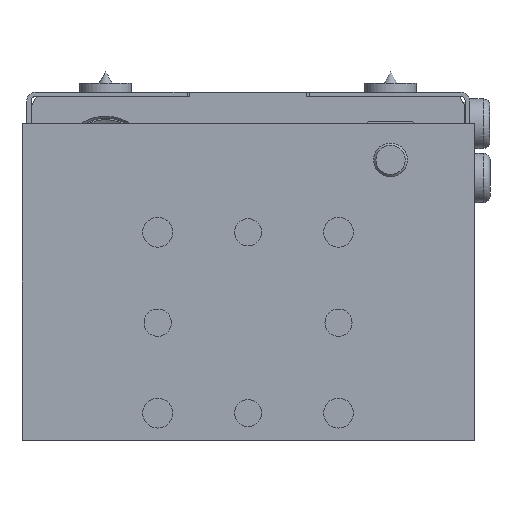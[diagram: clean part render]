
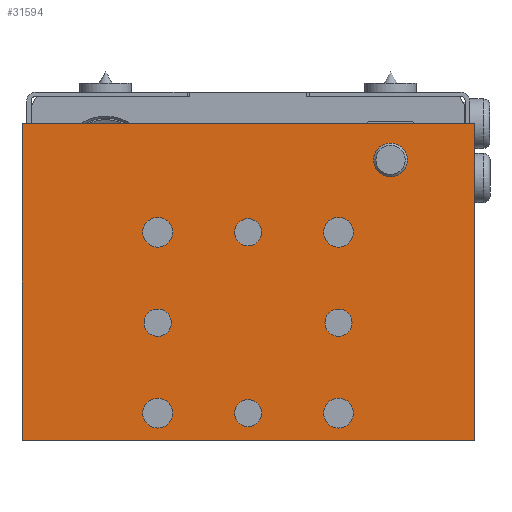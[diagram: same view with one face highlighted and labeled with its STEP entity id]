
A CAD part, left-side view. The second image highlights one B-rep face of the part: STEP entity #31594.
In plain terms, the highlighted face is planar.
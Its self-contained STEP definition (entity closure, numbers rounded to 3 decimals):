
#31086=CARTESIAN_POINT('',(190.,35.229,61.));
#31087=VERTEX_POINT('',#31086);
#31088=CARTESIAN_POINT('',(190.,31.5,61.));
#31089=DIRECTION('',(-1.0,0.0,0.0));
#31090=DIRECTION('',(0.0,-1.0,0.0));
#31091=AXIS2_PLACEMENT_3D('',#31088,#31089,#31090);
#31092=CIRCLE('',#31091,3.73);
#31093=EDGE_CURVE('',#31087,#31087,#31092,.T.);
#31106=CARTESIAN_POINT('',(190.,3.,5.));
#31107=VERTEX_POINT('',#31106);
#31108=CARTESIAN_POINT('',(190.,0.,5.));
#31109=DIRECTION('',(-1.0,0.0,0.0));
#31110=DIRECTION('',(0.0,1.0,0.0));
#31111=AXIS2_PLACEMENT_3D('',#31108,#31109,#31110);
#31112=CIRCLE('',#31111,3.0);
#31113=EDGE_CURVE('',#31107,#31107,#31112,.T.);
#31126=CARTESIAN_POINT('',(190.,3.,45.));
#31127=VERTEX_POINT('',#31126);
#31128=CARTESIAN_POINT('',(190.,0.,45.));
#31129=DIRECTION('',(-1.0,0.0,0.0));
#31130=DIRECTION('',(0.0,1.0,0.0));
#31131=AXIS2_PLACEMENT_3D('',#31128,#31129,#31130);
#31132=CIRCLE('',#31131,3.0);
#31133=EDGE_CURVE('',#31127,#31127,#31132,.T.);
#31146=CARTESIAN_POINT('',(190.,-17.,25.));
#31147=VERTEX_POINT('',#31146);
#31148=CARTESIAN_POINT('',(190.,-20.,25.));
#31149=DIRECTION('',(-1.0,0.0,0.0));
#31150=DIRECTION('',(0.0,1.0,0.0));
#31151=AXIS2_PLACEMENT_3D('',#31148,#31149,#31150);
#31152=CIRCLE('',#31151,3.0);
#31153=EDGE_CURVE('',#31147,#31147,#31152,.T.);
#31166=CARTESIAN_POINT('',(190.,23.,25.));
#31167=VERTEX_POINT('',#31166);
#31168=CARTESIAN_POINT('',(190.,20.,25.));
#31169=DIRECTION('',(-1.0,0.0,0.0));
#31170=DIRECTION('',(0.0,1.0,0.0));
#31171=AXIS2_PLACEMENT_3D('',#31168,#31169,#31170);
#31172=CIRCLE('',#31171,3.0);
#31173=EDGE_CURVE('',#31167,#31167,#31172,.T.);
#31223=CARTESIAN_POINT('',(190.,23.3,45.));
#31224=VERTEX_POINT('',#31223);
#31225=CARTESIAN_POINT('',(190.,20.,45.));
#31226=DIRECTION('',(-1.0,0.0,0.0));
#31227=DIRECTION('',(0.0,-1.0,0.0));
#31228=AXIS2_PLACEMENT_3D('',#31225,#31226,#31227);
#31229=CIRCLE('',#31228,3.3);
#31230=EDGE_CURVE('',#31224,#31224,#31229,.T.);
#31283=CARTESIAN_POINT('',(190.,-16.7,5.));
#31284=VERTEX_POINT('',#31283);
#31285=CARTESIAN_POINT('',(190.,-20.,5.));
#31286=DIRECTION('',(-1.0,0.0,0.0));
#31287=DIRECTION('',(0.0,-1.0,0.0));
#31288=AXIS2_PLACEMENT_3D('',#31285,#31286,#31287);
#31289=CIRCLE('',#31288,3.3);
#31290=EDGE_CURVE('',#31284,#31284,#31289,.T.);
#31343=CARTESIAN_POINT('',(190.,-16.7,45.));
#31344=VERTEX_POINT('',#31343);
#31345=CARTESIAN_POINT('',(190.,-20.,45.));
#31346=DIRECTION('',(-1.0,0.0,0.0));
#31347=DIRECTION('',(0.0,-1.0,0.0));
#31348=AXIS2_PLACEMENT_3D('',#31345,#31346,#31347);
#31349=CIRCLE('',#31348,3.3);
#31350=EDGE_CURVE('',#31344,#31344,#31349,.T.);
#31403=CARTESIAN_POINT('',(190.,23.3,5.));
#31404=VERTEX_POINT('',#31403);
#31405=CARTESIAN_POINT('',(190.,20.,5.));
#31406=DIRECTION('',(-1.0,0.0,0.0));
#31407=DIRECTION('',(0.0,-1.0,0.0));
#31408=AXIS2_PLACEMENT_3D('',#31405,#31406,#31407);
#31409=CIRCLE('',#31408,3.3);
#31410=EDGE_CURVE('',#31404,#31404,#31409,.T.);
#31447=CARTESIAN_POINT('',(190.,-50.,-1.));
#31448=VERTEX_POINT('',#31447);
#31449=CARTESIAN_POINT('',(190.,-50.,69.));
#31450=VERTEX_POINT('',#31449);
#31451=CARTESIAN_POINT('',(190.,-50.,-1.));
#31452=DIRECTION('',(0.0,0.0,1.0));
#31453=VECTOR('',#31452,70.);
#31454=LINE('',#31451,#31453);
#31455=EDGE_CURVE('',#31448,#31450,#31454,.T.);
#31484=CARTESIAN_POINT('',(190.,50.,69.));
#31485=VERTEX_POINT('',#31484);
#31486=CARTESIAN_POINT('',(190.,-50.,69.));
#31487=DIRECTION('',(0.0,1.0,0.0));
#31488=VECTOR('',#31487,100.0);
#31489=LINE('',#31486,#31488);
#31490=EDGE_CURVE('',#31450,#31485,#31489,.T.);
#31508=CARTESIAN_POINT('',(190.,50.,-1.));
#31509=VERTEX_POINT('',#31508);
#31510=CARTESIAN_POINT('',(190.,50.,69.));
#31511=DIRECTION('',(0.0,0.0,-1.0));
#31512=VECTOR('',#31511,70.0);
#31513=LINE('',#31510,#31512);
#31514=EDGE_CURVE('',#31485,#31509,#31513,.T.);
#31538=CARTESIAN_POINT('',(190.,50.,-1.));
#31539=DIRECTION('',(0.0,-1.0,0.0));
#31540=VECTOR('',#31539,100.0);
#31541=LINE('',#31538,#31540);
#31542=EDGE_CURVE('',#31509,#31448,#31541,.T.);
#31556=CARTESIAN_POINT('',(190.,0.,34.));
#31557=DIRECTION('',(1.0,0.0,0.0));
#31558=DIRECTION('',(0.0,1.0,0.0));
#31559=AXIS2_PLACEMENT_3D('',#31556,#31557,#31558);
#31560=PLANE('',#31559);
#31561=ORIENTED_EDGE('',*,*,#31455,.F.);
#31562=ORIENTED_EDGE('',*,*,#31542,.F.);
#31563=ORIENTED_EDGE('',*,*,#31514,.F.);
#31564=ORIENTED_EDGE('',*,*,#31490,.F.);
#31565=EDGE_LOOP('',(#31561,#31562,#31563,#31564));
#31566=FACE_OUTER_BOUND('',#31565,.T.);
#31567=ORIENTED_EDGE('',*,*,#31093,.T.);
#31568=EDGE_LOOP('',(#31567));
#31569=FACE_BOUND('',#31568,.T.);
#31570=ORIENTED_EDGE('',*,*,#31113,.T.);
#31571=EDGE_LOOP('',(#31570));
#31572=FACE_BOUND('',#31571,.T.);
#31573=ORIENTED_EDGE('',*,*,#31133,.T.);
#31574=EDGE_LOOP('',(#31573));
#31575=FACE_BOUND('',#31574,.T.);
#31576=ORIENTED_EDGE('',*,*,#31153,.T.);
#31577=EDGE_LOOP('',(#31576));
#31578=FACE_BOUND('',#31577,.T.);
#31579=ORIENTED_EDGE('',*,*,#31173,.T.);
#31580=EDGE_LOOP('',(#31579));
#31581=FACE_BOUND('',#31580,.T.);
#31582=ORIENTED_EDGE('',*,*,#31230,.T.);
#31583=EDGE_LOOP('',(#31582));
#31584=FACE_BOUND('',#31583,.T.);
#31585=ORIENTED_EDGE('',*,*,#31290,.T.);
#31586=EDGE_LOOP('',(#31585));
#31587=FACE_BOUND('',#31586,.T.);
#31588=ORIENTED_EDGE('',*,*,#31350,.T.);
#31589=EDGE_LOOP('',(#31588));
#31590=FACE_BOUND('',#31589,.T.);
#31591=ORIENTED_EDGE('',*,*,#31410,.T.);
#31592=EDGE_LOOP('',(#31591));
#31593=FACE_BOUND('',#31592,.T.);
#31594=ADVANCED_FACE('',(#31566,#31569,#31572,#31575,#31578,#31581,#31584,#31587,#31590,#31593),#31560,.T.);
